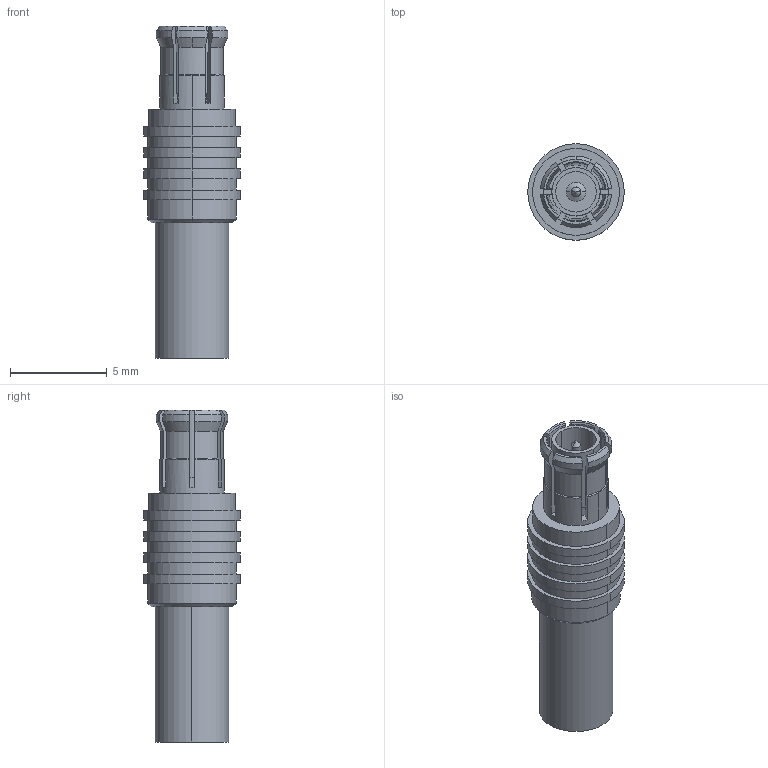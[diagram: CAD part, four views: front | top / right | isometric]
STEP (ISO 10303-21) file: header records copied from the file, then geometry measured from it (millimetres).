
FILE_DESCRIPTION (( 'STEP AP203' ), '1' );
FILE_NAME ('AMM-1102.STEP', '2013-02-14T15:47:24', ( 'x' ), ( '' ), 'SwSTEP 2.0', 'SolidWorks 2012', '' );
FILE_SCHEMA (( 'CONFIG_CONTROL_DESIGN' ));
Length unit declared in the file: inch
Products named in the file (4): AMM-1102-MA1; AMM-1102-MA2; AMM-1102-MA3; AMM-1102
Assembly tree (3 placements, depth 2):
  AMM-1102
    AMM-1102-MA1
    AMM-1102-MA2
    AMM-1102-MA3
Bounding box: 5 x 5 x 17.2 mm (x, y, z)
Volume: 154.6 mm3; surface area: 561.1 mm2
Topology: 3 solids, 3 shells, 190 faces, 472 edges, 300 vertices
Faces by surface type: cylinder 75, plane 58, cone 57
Entity records: 6216 total; most frequent: CARTESIAN_POINT 1236, DIRECTION 996, ORIENTED_EDGE 936, EDGE_CURVE 468, AXIS2_PLACEMENT_3D 398, VERTEX_POINT 300, EDGE_LOOP 212, CIRCLE 202
